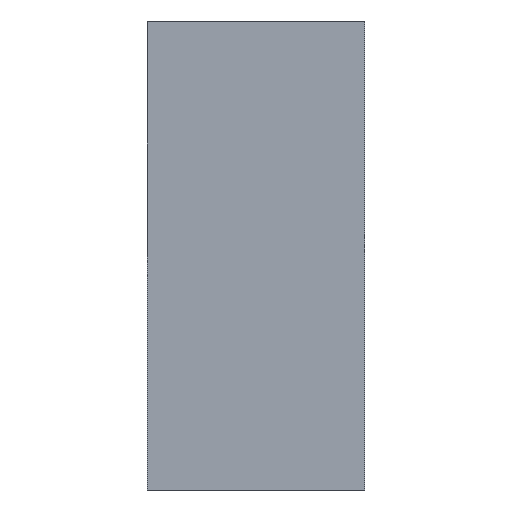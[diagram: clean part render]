
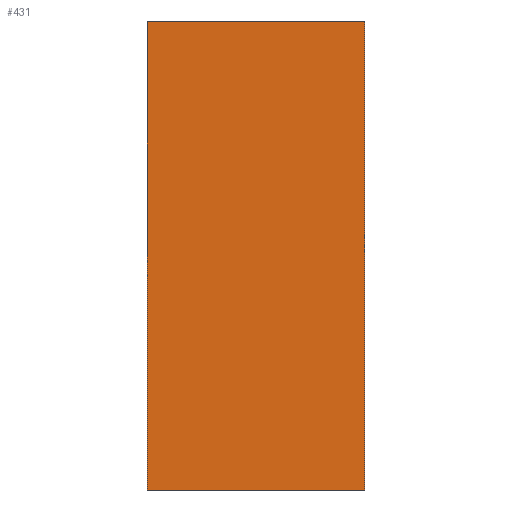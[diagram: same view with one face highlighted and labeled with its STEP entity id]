
A CAD part, left-side view. The second image highlights one B-rep face of the part: STEP entity #431.
In plain terms, the highlighted planar face has unit normal (-1, 0, 0).
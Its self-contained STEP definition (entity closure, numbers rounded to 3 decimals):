
#8 = VECTOR ( 'NONE', #273, 1000. ) ;
#15 = CARTESIAN_POINT ( 'NONE',  ( -13.51, 0., -0.24 ) ) ;
#19 = EDGE_CURVE ( 'NONE', #269, #195, #413, .T. ) ;
#37 = DIRECTION ( 'NONE',  ( 0., 1., 0. ) ) ;
#39 = DIRECTION ( 'NONE',  ( 0., 0., 1. ) ) ;
#49 = EDGE_LOOP ( 'NONE', ( #158, #395, #290, #231 ) ) ;
#54 = VECTOR ( 'NONE', #369, 1000. ) ;
#55 = AXIS2_PLACEMENT_3D ( 'NONE', #155, #326, #299 ) ;
#65 = LINE ( 'NONE', #103, #8 ) ;
#85 = EDGE_CURVE ( 'NONE', #335, #195, #212, .T. ) ;
#101 = EDGE_CURVE ( 'NONE', #156, #335, #65, .T. ) ;
#103 = CARTESIAN_POINT ( 'NONE',  ( -13.51, 0., -11. ) ) ;
#105 = CARTESIAN_POINT ( 'NONE',  ( -13.51, 0., -0.24 ) ) ;
#112 = VECTOR ( 'NONE', #37, 1000. ) ;
#117 = CARTESIAN_POINT ( 'NONE',  ( -13.51, 0., -0.24 ) ) ;
#155 = CARTESIAN_POINT ( 'NONE',  ( -13.51, 0., -11. ) ) ;
#156 = VERTEX_POINT ( 'NONE', #416 ) ;
#158 = ORIENTED_EDGE ( 'NONE', *, *, #372, .F. ) ;
#162 = PLANE ( 'NONE',  #55 ) ;
#195 = VERTEX_POINT ( 'NONE', #246 ) ;
#212 = LINE ( 'NONE', #316, #344 ) ;
#223 = CARTESIAN_POINT ( 'NONE',  ( -13.51, 5., -11. ) ) ;
#230 = FACE_OUTER_BOUND ( 'NONE', #49, .T. ) ;
#231 = ORIENTED_EDGE ( 'NONE', *, *, #101, .F. ) ;
#246 = CARTESIAN_POINT ( 'NONE',  ( -13.51, 5., -0.24 ) ) ;
#269 = VERTEX_POINT ( 'NONE', #117 ) ;
#273 = DIRECTION ( 'NONE',  ( 0., 1., 0. ) ) ;
#290 = ORIENTED_EDGE ( 'NONE', *, *, #85, .F. ) ;
#294 = LINE ( 'NONE', #15, #54 ) ;
#299 = DIRECTION ( 'NONE',  ( 0., 0., 1. ) ) ;
#316 = CARTESIAN_POINT ( 'NONE',  ( -13.51, 5., -0.24 ) ) ;
#326 = DIRECTION ( 'NONE',  ( -1., 0., 0. ) ) ;
#335 = VERTEX_POINT ( 'NONE', #223 ) ;
#344 = VECTOR ( 'NONE', #39, 1000. ) ;
#369 = DIRECTION ( 'NONE',  ( 0., 0., -1. ) ) ;
#372 = EDGE_CURVE ( 'NONE', #269, #156, #294, .T. ) ;
#395 = ORIENTED_EDGE ( 'NONE', *, *, #19, .T. ) ;
#413 = LINE ( 'NONE', #105, #112 ) ;
#416 = CARTESIAN_POINT ( 'NONE',  ( -13.51, 0., -11. ) ) ;
#431 = ADVANCED_FACE ( 'NONE', ( #230 ), #162, .T. ) ;
